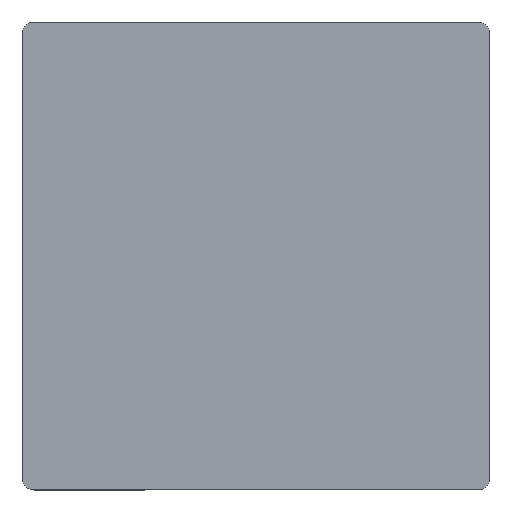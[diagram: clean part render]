
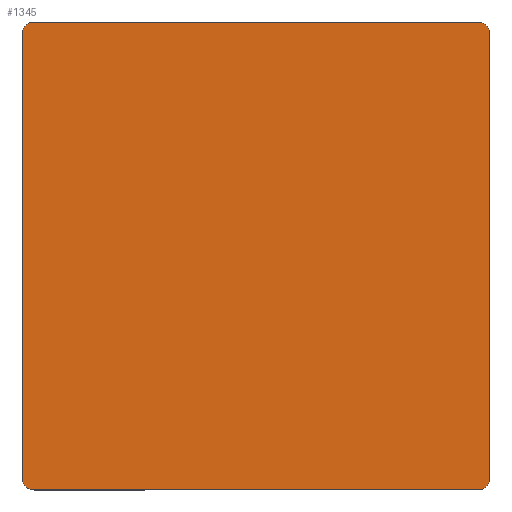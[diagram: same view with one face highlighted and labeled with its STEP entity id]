
A CAD part, top view. The second image highlights one B-rep face of the part: STEP entity #1345.
In plain terms, the highlighted planar face has unit normal (0, 0, 1).
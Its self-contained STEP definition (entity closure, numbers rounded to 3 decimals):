
#15 = DIRECTION ( 'NONE',  ( 1., 0., 0. ) ) ;
#21 = ORIENTED_EDGE ( 'NONE', *, *, #167, .T. ) ;
#39 = ORIENTED_EDGE ( 'NONE', *, *, #506, .T. ) ;
#44 = VERTEX_POINT ( 'NONE', #303 ) ;
#63 = CARTESIAN_POINT ( 'NONE',  ( -57.775, -60.95, 19. ) ) ;
#101 = CARTESIAN_POINT ( 'NONE',  ( -60.95, 57.775, 19. ) ) ;
#107 = CIRCLE ( 'NONE', #199, 3.175 ) ;
#110 = CARTESIAN_POINT ( 'NONE',  ( -57.775, -57.775, 19. ) ) ;
#124 = CARTESIAN_POINT ( 'NONE',  ( 57.775, -57.775, 19. ) ) ;
#142 = DIRECTION ( 'NONE',  ( 0., 0., 1. ) ) ;
#167 = EDGE_CURVE ( 'NONE', #1191, #1047, #1236, .T. ) ;
#186 = DIRECTION ( 'NONE',  ( 1., 0., 0. ) ) ;
#195 = VECTOR ( 'NONE', #1356, 1000. ) ;
#199 = AXIS2_PLACEMENT_3D ( 'NONE', #124, #765, #15 ) ;
#203 = ORIENTED_EDGE ( 'NONE', *, *, #1267, .T. ) ;
#221 = DIRECTION ( 'NONE',  ( 1., 0., 0. ) ) ;
#235 = CARTESIAN_POINT ( 'NONE',  ( 60.95, -57.775, 19. ) ) ;
#300 = DIRECTION ( 'NONE',  ( 0., 0., 1. ) ) ;
#303 = CARTESIAN_POINT ( 'NONE',  ( -57.775, -60.95, 19. ) ) ;
#313 = AXIS2_PLACEMENT_3D ( 'NONE', #882, #142, #783 ) ;
#323 = ORIENTED_EDGE ( 'NONE', *, *, #814, .T. ) ;
#334 = VECTOR ( 'NONE', #457, 1000. ) ;
#362 = CARTESIAN_POINT ( 'NONE',  ( 60.95, 57.775, 19. ) ) ;
#400 = CARTESIAN_POINT ( 'NONE',  ( -60.95, -57.775, 19. ) ) ;
#409 = CARTESIAN_POINT ( 'NONE',  ( 57.775, -60.95, 19. ) ) ;
#413 = ORIENTED_EDGE ( 'NONE', *, *, #853, .T. ) ;
#431 = EDGE_CURVE ( 'NONE', #860, #1305, #930, .T. ) ;
#438 = DIRECTION ( 'NONE',  ( -1., 0., 0. ) ) ;
#444 = PLANE ( 'NONE',  #909 ) ;
#457 = DIRECTION ( 'NONE',  ( 1., 0., 0. ) ) ;
#498 = CARTESIAN_POINT ( 'NONE',  ( 57.775, 60.95, 19. ) ) ;
#506 = EDGE_CURVE ( 'NONE', #44, #613, #626, .T. ) ;
#518 = LINE ( 'NONE', #101, #195 ) ;
#521 = CIRCLE ( 'NONE', #1218, 3.175 ) ;
#546 = CARTESIAN_POINT ( 'NONE',  ( 57.775, 60.95, 19. ) ) ;
#547 = ORIENTED_EDGE ( 'NONE', *, *, #970, .T. ) ;
#555 = VECTOR ( 'NONE', #438, 1000. ) ;
#605 = EDGE_CURVE ( 'NONE', #990, #44, #521, .T. ) ;
#613 = VERTEX_POINT ( 'NONE', #409 ) ;
#626 = LINE ( 'NONE', #63, #334 ) ;
#712 = VERTEX_POINT ( 'NONE', #235 ) ;
#719 = CARTESIAN_POINT ( 'NONE',  ( 60.95, -57.775, 19. ) ) ;
#760 = VECTOR ( 'NONE', #1340, 1000. ) ;
#765 = DIRECTION ( 'NONE',  ( 0., 0., 1. ) ) ;
#783 = DIRECTION ( 'NONE',  ( 1., 0., 0. ) ) ;
#814 = EDGE_CURVE ( 'NONE', #1047, #860, #1106, .T. ) ;
#853 = EDGE_CURVE ( 'NONE', #1305, #990, #518, .T. ) ;
#860 = VERTEX_POINT ( 'NONE', #1247 ) ;
#881 = AXIS2_PLACEMENT_3D ( 'NONE', #1034, #300, #186 ) ;
#882 = CARTESIAN_POINT ( 'NONE',  ( -57.775, 57.775, 19. ) ) ;
#888 = FACE_OUTER_BOUND ( 'NONE', #1028, .T. ) ;
#908 = DIRECTION ( 'NONE',  ( 1., 0., 0. ) ) ;
#909 = AXIS2_PLACEMENT_3D ( 'NONE', #1266, #959, #221 ) ;
#930 = CIRCLE ( 'NONE', #313, 3.175 ) ;
#948 = ORIENTED_EDGE ( 'NONE', *, *, #431, .T. ) ;
#959 = DIRECTION ( 'NONE',  ( 0., 0., 1. ) ) ;
#967 = CARTESIAN_POINT ( 'NONE',  ( -60.95, 57.775, 19. ) ) ;
#970 = EDGE_CURVE ( 'NONE', #712, #1191, #1036, .T. ) ;
#990 = VERTEX_POINT ( 'NONE', #400 ) ;
#1028 = EDGE_LOOP ( 'NONE', ( #1289, #39, #203, #547, #21, #323, #948, #413 ) ) ;
#1034 = CARTESIAN_POINT ( 'NONE',  ( 57.775, 57.775, 19. ) ) ;
#1036 = LINE ( 'NONE', #719, #760 ) ;
#1047 = VERTEX_POINT ( 'NONE', #498 ) ;
#1106 = LINE ( 'NONE', #546, #555 ) ;
#1191 = VERTEX_POINT ( 'NONE', #362 ) ;
#1218 = AXIS2_PLACEMENT_3D ( 'NONE', #110, #1283, #908 ) ;
#1236 = CIRCLE ( 'NONE', #881, 3.175 ) ;
#1247 = CARTESIAN_POINT ( 'NONE',  ( -57.775, 60.95, 19. ) ) ;
#1266 = CARTESIAN_POINT ( 'NONE',  ( -57.775, -57.775, 19. ) ) ;
#1267 = EDGE_CURVE ( 'NONE', #613, #712, #107, .T. ) ;
#1283 = DIRECTION ( 'NONE',  ( 0., 0., 1. ) ) ;
#1289 = ORIENTED_EDGE ( 'NONE', *, *, #605, .T. ) ;
#1305 = VERTEX_POINT ( 'NONE', #967 ) ;
#1340 = DIRECTION ( 'NONE',  ( 0., 1., 0. ) ) ;
#1345 = ADVANCED_FACE ( 'NONE', ( #888 ), #444, .T. ) ;
#1356 = DIRECTION ( 'NONE',  ( 0., -1., 0. ) ) ;
